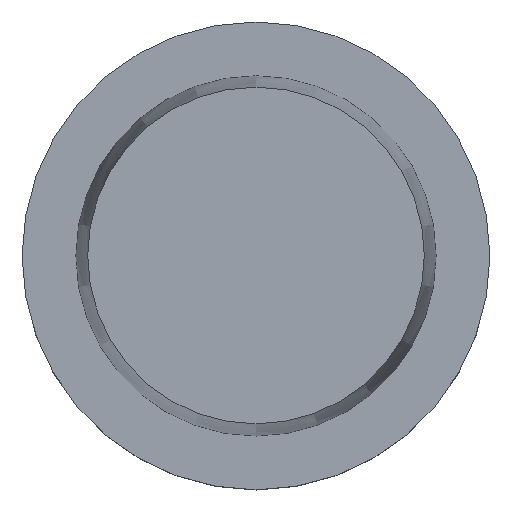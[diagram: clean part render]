
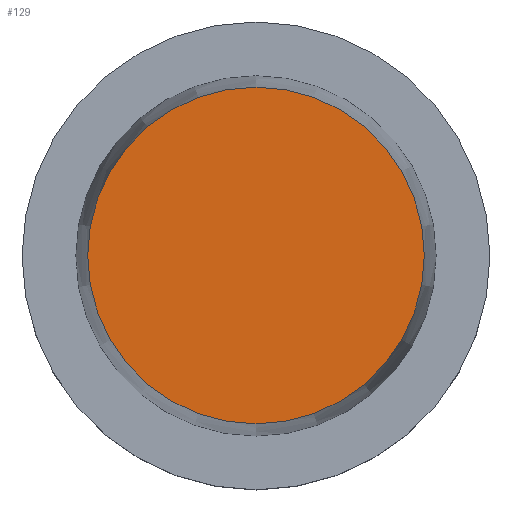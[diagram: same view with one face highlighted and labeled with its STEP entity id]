
A CAD part, top view. The second image highlights one B-rep face of the part: STEP entity #129.
In plain terms, the highlighted planar face has unit normal (0, 0, 1).
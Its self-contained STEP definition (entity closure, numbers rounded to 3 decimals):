
#87=EDGE_CURVE('Unnamed[1]',#228,#228,#229,.T.);
#129=ADVANCED_FACE('Unnamed[1]',(#294),#295,.T.);
#228=VERTEX_POINT('',#428);
#229=CIRCLE('',#429,44.978);
#294=FACE_OUTER_BOUND('',#510,.T.);
#295=PLANE('',#511);
#428=CARTESIAN_POINT('',(0.,44.978,63.));
#429=AXIS2_PLACEMENT_3D('',#657,#658,#659);
#510=EDGE_LOOP('',(#732));
#511=AXIS2_PLACEMENT_3D('',#733,#734,#735);
#657=CARTESIAN_POINT('',(0.,0.,63.0));
#658=DIRECTION('',(0.,0.,-1.0));
#659=DIRECTION('',(0.,1.0,0.));
#732=ORIENTED_EDGE('',*,*,#87,.F.);
#733=CARTESIAN_POINT('',(0.,22.489,63.));
#734=DIRECTION('',(0.,0.,1.0));
#735=DIRECTION('',(0.,-1.0,0.));
